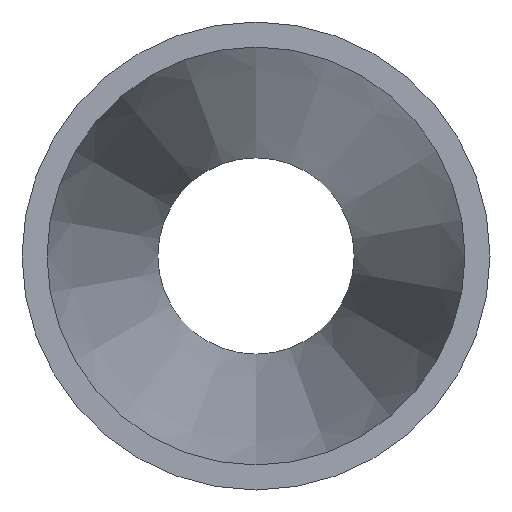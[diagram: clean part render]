
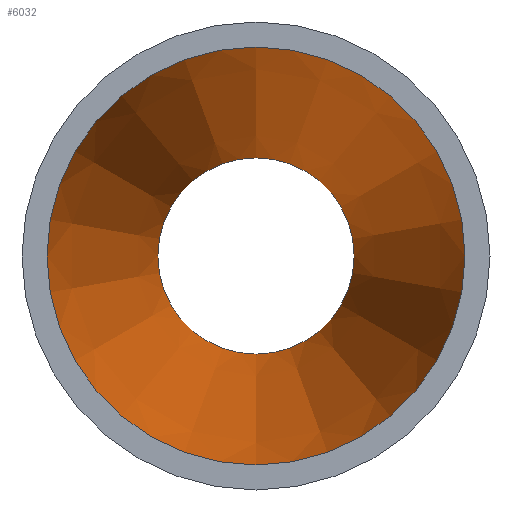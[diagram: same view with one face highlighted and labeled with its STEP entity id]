
A CAD part, front view. The second image highlights one B-rep face of the part: STEP entity #6032.
In plain terms, the highlighted conical face has half-angle 10.204 degrees and reference radius 16.968 mm.
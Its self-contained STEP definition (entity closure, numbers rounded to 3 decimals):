
#290 = CARTESIAN_POINT ( 'NONE',  ( 0., 0., 0. ) ) ;
#783 = DIRECTION ( 'NONE',  ( 0., 0., -1. ) ) ;
#1151 = CARTESIAN_POINT ( 'NONE',  ( 0., 50., -7.968 ) ) ;
#2468 = EDGE_CURVE ( 'NONE', #6606, #6606, #13338, .T. ) ;
#2509 = EDGE_LOOP ( 'NONE', ( #17279 ) ) ;
#4009 = DIRECTION ( 'NONE',  ( 0., -1., 0. ) ) ;
#6032 = ADVANCED_FACE ( 'NONE', ( #16788, #8077 ), #6631, .F. ) ;
#6606 = VERTEX_POINT ( 'NONE', #16932 ) ;
#6631 = CONICAL_SURFACE ( 'NONE', #19844, 16.968, 0.178 ) ;
#7584 = DIRECTION ( 'NONE',  ( 0., -1., 0. ) ) ;
#8077 = FACE_OUTER_BOUND ( 'NONE', #18308, .T. ) ;
#11604 = DIRECTION ( 'NONE',  ( 0., -1., 0. ) ) ;
#12217 = ORIENTED_EDGE ( 'NONE', *, *, #2468, .T. ) ;
#12634 = CARTESIAN_POINT ( 'NONE',  ( 0., 50., 0. ) ) ;
#13338 = CIRCLE ( 'NONE', #17032, 16.968 ) ;
#15064 = CARTESIAN_POINT ( 'NONE',  ( 0., 0., 0. ) ) ;
#16184 = AXIS2_PLACEMENT_3D ( 'NONE', #12634, #4009, #19784 ) ;
#16788 = FACE_BOUND ( 'NONE', #2509, .T. ) ;
#16932 = CARTESIAN_POINT ( 'NONE',  ( 0., 0., -16.968 ) ) ;
#17032 = AXIS2_PLACEMENT_3D ( 'NONE', #290, #7584, #19996 ) ;
#17279 = ORIENTED_EDGE ( 'NONE', *, *, #18967, .F. ) ;
#18308 = EDGE_LOOP ( 'NONE', ( #12217 ) ) ;
#18967 = EDGE_CURVE ( 'NONE', #20164, #20164, #20957, .T. ) ;
#19784 = DIRECTION ( 'NONE',  ( 0., 0., -1. ) ) ;
#19844 = AXIS2_PLACEMENT_3D ( 'NONE', #15064, #11604, #783 ) ;
#19996 = DIRECTION ( 'NONE',  ( 0., 0., -1. ) ) ;
#20164 = VERTEX_POINT ( 'NONE', #1151 ) ;
#20957 = CIRCLE ( 'NONE', #16184, 7.968 ) ;
